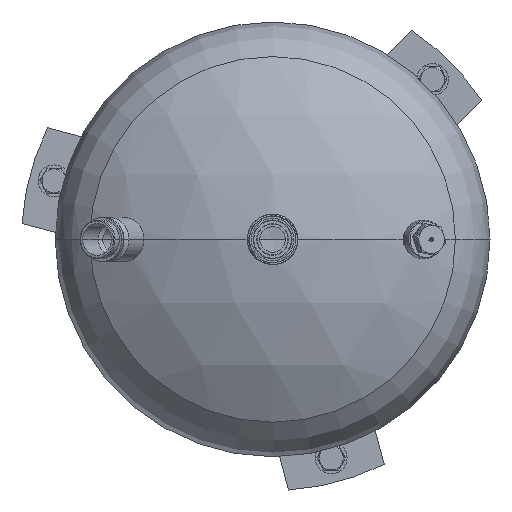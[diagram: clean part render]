
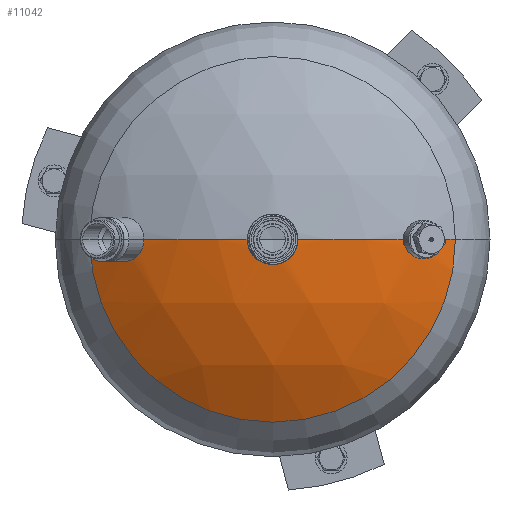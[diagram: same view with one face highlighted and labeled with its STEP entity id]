
A CAD part, front view. The second image highlights one B-rep face of the part: STEP entity #11042.
In plain terms, the highlighted spherical face has radius 170 mm.
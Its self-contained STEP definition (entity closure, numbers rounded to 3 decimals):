
#10268=CARTESIAN_POINT('',(0.,-170.,8.2));
#10269=DIRECTION('',(0.,0.,-1.));
#10270=DIRECTION('',(-0.44,0.898,0.));
#10271=AXIS2_PLACEMENT_3D('',#10268,#10269,#10270);
#10301=CARTESIAN_POINT('',(-82.08,-21.128,
0.));
#10302=CARTESIAN_POINT('',(-82.08,-21.128,
0.725));
#10303=CARTESIAN_POINT('',(-81.913,-21.046,
2.126));
#10304=CARTESIAN_POINT('',(-81.167,-20.68,
4.142));
#10305=CARTESIAN_POINT('',(-79.971,-20.094,
5.867));
#10306=CARTESIAN_POINT('',(-78.41,-19.329,
7.193));
#10307=CARTESIAN_POINT('',(-76.589,-18.437,
8.016));
#10308=CARTESIAN_POINT('',(-75.329,-17.82,
8.2));
#10309=CARTESIAN_POINT('',(-74.678,-17.501,
8.2));
#10319=CARTESIAN_POINT('',(-82.08,-21.128,
0.));
#10369=CARTESIAN_POINT('',(-73.155,-16.765,
8.2));
#10370=CARTESIAN_POINT('',(-72.5,-16.452,
8.2));
#10371=CARTESIAN_POINT('',(-71.238,-15.849,
8.014));
#10372=CARTESIAN_POINT('',(-69.42,-14.981,
7.191));
#10373=CARTESIAN_POINT('',(-67.862,-14.238,
5.869));
#10374=CARTESIAN_POINT('',(-66.667,-13.667,
4.144));
#10375=CARTESIAN_POINT('',(-65.92,-13.311,
2.128));
#10376=CARTESIAN_POINT('',(-65.752,-13.23,
0.726));
#10377=CARTESIAN_POINT('',(-65.752,-13.23,
0.));
#10531=CARTESIAN_POINT('',(0.,-170.,0.));
#10532=DIRECTION('',(0.,0.,1.));
#10533=DIRECTION('',(-0.483,0.876,0.));
#10534=AXIS2_PLACEMENT_3D('',#10531,#10532,#10533);
#10536=CARTESIAN_POINT('',(0.,-170.,0.));
#10537=DIRECTION('',(0.,0.,1.));
#10538=DIRECTION('',(-0.049,0.999,0.));
#10539=AXIS2_PLACEMENT_3D('',#10536,#10537,#10538);
#10541=CARTESIAN_POINT('',(0.,-0.2,0.));
#10542=DIRECTION('',(0.,-1.,0.));
#10543=DIRECTION('',(0.,0.,1.));
#10544=AXIS2_PLACEMENT_3D('',#10541,#10542,#10543);
#10546=CARTESIAN_POINT('',(0.,-0.2,0.));
#10547=DIRECTION('',(0.,-1.,0.));
#10548=DIRECTION('',(1.,0.,0.));
#10549=AXIS2_PLACEMENT_3D('',#10546,#10547,#10548);
#10551=CARTESIAN_POINT('',(73.155,-16.765,
8.2));
#10552=CARTESIAN_POINT('',(72.491,-16.448,
8.2));
#10553=CARTESIAN_POINT('',(71.219,-15.84,
8.01));
#10554=CARTESIAN_POINT('',(69.407,-14.975,
7.181));
#10555=CARTESIAN_POINT('',(67.863,-14.238,
5.866));
#10556=CARTESIAN_POINT('',(66.674,-13.671,
4.156));
#10557=CARTESIAN_POINT('',(65.924,-13.313,
2.148));
#10558=CARTESIAN_POINT('',(65.752,-13.23,
0.735));
#10559=CARTESIAN_POINT('',(65.752,-13.23,
0.));
#10561=CARTESIAN_POINT('',(82.08,-21.128,
0.));
#10562=CARTESIAN_POINT('',(82.08,-21.128,
0.733));
#10563=CARTESIAN_POINT('',(81.909,-21.044,
2.143));
#10564=CARTESIAN_POINT('',(81.16,-20.677,
4.153));
#10565=CARTESIAN_POINT('',(79.971,-20.094,
5.866));
#10566=CARTESIAN_POINT('',(78.42,-19.334,
7.186));
#10567=CARTESIAN_POINT('',(76.604,-18.444,
8.011));
#10568=CARTESIAN_POINT('',(75.336,-17.823,
8.2));
#10569=CARTESIAN_POINT('',(74.678,-17.501,
8.2));
#10571=CARTESIAN_POINT('',(0.,-27.099,0.));
#10572=DIRECTION('',(0.,1.,0.));
#10573=DIRECTION('',(-1.,0.,0.));
#10574=AXIS2_PLACEMENT_3D('',#10571,#10572,#10573);
#10581=CARTESIAN_POINT('',(0.,-170.,0.));
#10582=DIRECTION('',(0.,0.,-1.));
#10583=DIRECTION('',(0.483,0.876,0.));
#10584=AXIS2_PLACEMENT_3D('',#10581,#10582,#10583);
#10606=CARTESIAN_POINT('',(0.,-170.,0.));
#10607=DIRECTION('',(0.,0.,-1.));
#10608=DIRECTION('',(0.049,0.999,0.));
#10609=AXIS2_PLACEMENT_3D('',#10606,#10607,#10608);
#10652=CARTESIAN_POINT('',(0.,-170.,8.2));
#10653=DIRECTION('',(0.,0.,-1.));
#10654=DIRECTION('',(0.431,0.902,0.));
#10655=AXIS2_PLACEMENT_3D('',#10652,#10653,#10654);
#10680=VERTEX_POINT('',#10319);
#10685=CARTESIAN_POINT('',(82.08,-21.128,0.));
#10686=CARTESIAN_POINT('',(92.083,-27.099,0.));
#10687=VERTEX_POINT('',#10685);
#10688=VERTEX_POINT('',#10686);
#10693=CARTESIAN_POINT('',(0.,-0.2,8.25));
#10694=CARTESIAN_POINT('',(-8.25,-0.2,0.));
#10695=VERTEX_POINT('',#10693);
#10696=VERTEX_POINT('',#10694);
#10697=CARTESIAN_POINT('',(8.25,-0.2,0.));
#10698=CARTESIAN_POINT('',(65.752,-13.23,0.));
#10699=VERTEX_POINT('',#10697);
#10700=VERTEX_POINT('',#10698);
#10701=CARTESIAN_POINT('',(-74.678,-17.501,
8.2));
#10703=VERTEX_POINT('',#10701);
#10707=CARTESIAN_POINT('',(-92.083,-27.099,
0.));
#10708=VERTEX_POINT('',#10707);
#10729=CARTESIAN_POINT('',(74.678,-17.501,
8.2));
#10730=VERTEX_POINT('',#10729);
#10733=CARTESIAN_POINT('',(73.155,-16.765,
8.2));
#10734=VERTEX_POINT('',#10733);
#10739=CARTESIAN_POINT('',(-73.154,-16.764,
8.2));
#10740=VERTEX_POINT('',#10739);
#10741=CARTESIAN_POINT('',(-65.752,-13.23,0.));
#10742=VERTEX_POINT('',#10741);
#11013=CARTESIAN_POINT('',(0.,-170.,0.));
#11014=DIRECTION('',(0.,0.,-1.));
#11015=DIRECTION('',(1.,0.,0.));
#11016=AXIS2_PLACEMENT_3D('',#11013,#11014,#11015);
#11017=SPHERICAL_SURFACE('',#11016,170.);
#11019=ORIENTED_EDGE('',*,*,#11018,.F.);
#11020=ORIENTED_EDGE('',*,*,#10800,.T.);
#11021=ORIENTED_EDGE('',*,*,#10771,.T.);
#11022=ORIENTED_EDGE('',*,*,#10847,.T.);
#11024=ORIENTED_EDGE('',*,*,#11023,.F.);
#11026=ORIENTED_EDGE('',*,*,#11025,.F.);
#11028=ORIENTED_EDGE('',*,*,#11027,.F.);
#11030=ORIENTED_EDGE('',*,*,#11029,.T.);
#11032=ORIENTED_EDGE('',*,*,#11031,.F.);
#11034=ORIENTED_EDGE('',*,*,#11033,.T.);
#11036=ORIENTED_EDGE('',*,*,#11035,.F.);
#11038=ORIENTED_EDGE('',*,*,#11037,.T.);
#11039=ORIENTED_EDGE('',*,*,#11007,.F.);
#11040=EDGE_LOOP('',(#11019,#11020,#11021,#11022,#11024,#11026,#11028,#11030,
#11032,#11034,#11036,#11038,#11039));
#11041=FACE_OUTER_BOUND('',#11040,.F.);
#11042=ADVANCED_FACE('',(#11041),#11017,.T.);
#10272=CIRCLE('',#10271,169.802);
#10310=B_SPLINE_CURVE_WITH_KNOTS('',3,(#10301,#10302,#10303,#10304,#10305,
#10306,#10307,#10308,#10309),.UNSPECIFIED.,.F.,.F.,(4,1,1,1,1,1,4),(0.,
0.167,0.333,0.5,0.667,0.833,
1.),.UNSPECIFIED.);
#10378=B_SPLINE_CURVE_WITH_KNOTS('',3,(#10369,#10370,#10371,#10372,#10373,
#10374,#10375,#10376,#10377),.UNSPECIFIED.,.F.,.F.,(4,1,1,1,1,1,4),(0.,
0.167,0.333,0.5,0.667,0.833,
1.),.UNSPECIFIED.);
#10535=CIRCLE('',#10534,170.);
#10540=CIRCLE('',#10539,170.);
#10545=CIRCLE('',#10544,8.25);
#10550=CIRCLE('',#10549,8.25);
#10560=B_SPLINE_CURVE_WITH_KNOTS('',3,(#10551,#10552,#10553,#10554,#10555,
#10556,#10557,#10558,#10559),.UNSPECIFIED.,.F.,.F.,(4,1,1,1,1,1,4),(0.,
0.167,0.333,0.5,0.667,0.833,
1.),.UNSPECIFIED.);
#10570=B_SPLINE_CURVE_WITH_KNOTS('',3,(#10561,#10562,#10563,#10564,#10565,
#10566,#10567,#10568,#10569),.UNSPECIFIED.,.F.,.F.,(4,1,1,1,1,1,4),(0.,
0.167,0.333,0.5,0.667,0.833,
1.),.UNSPECIFIED.);
#10575=CIRCLE('',#10574,92.083);
#10585=CIRCLE('',#10584,170.);
#10610=CIRCLE('',#10609,170.);
#10656=CIRCLE('',#10655,169.802);
#10771=EDGE_CURVE('',#10703,#10740,#10272,.T.);
#10800=EDGE_CURVE('',#10680,#10703,#10310,.T.);
#10847=EDGE_CURVE('',#10740,#10742,#10378,.T.);
#11007=EDGE_CURVE('',#10708,#10688,#10575,.T.);
#11018=EDGE_CURVE('',#10680,#10708,#10535,.T.);
#11023=EDGE_CURVE('',#10696,#10742,#10540,.T.);
#11025=EDGE_CURVE('',#10695,#10696,#10545,.T.);
#11027=EDGE_CURVE('',#10699,#10695,#10550,.T.);
#11029=EDGE_CURVE('',#10699,#10700,#10610,.T.);
#11031=EDGE_CURVE('',#10734,#10700,#10560,.T.);
#11033=EDGE_CURVE('',#10734,#10730,#10656,.T.);
#11035=EDGE_CURVE('',#10687,#10730,#10570,.T.);
#11037=EDGE_CURVE('',#10687,#10688,#10585,.T.);
